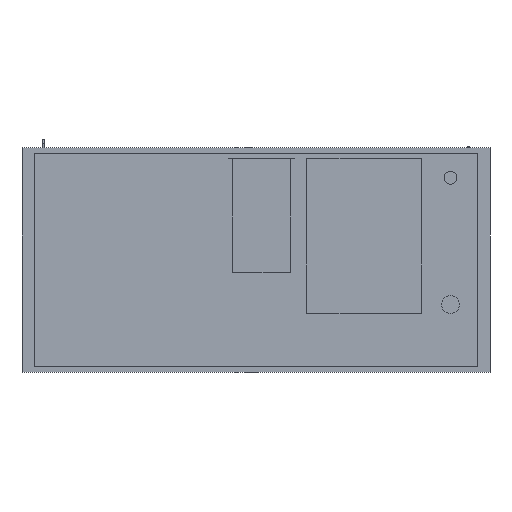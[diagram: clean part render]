
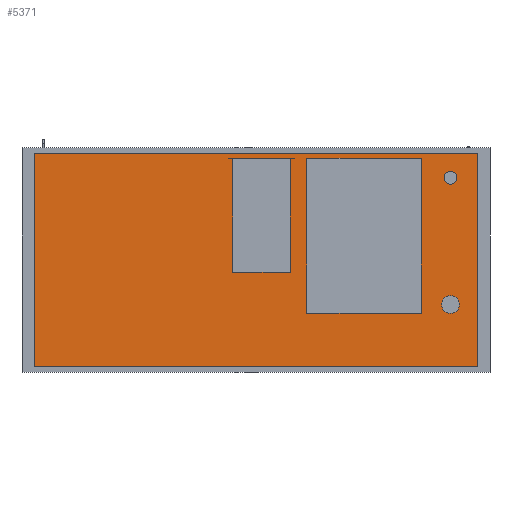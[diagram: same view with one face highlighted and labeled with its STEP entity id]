
A CAD part, front view. The second image highlights one B-rep face of the part: STEP entity #5371.
In plain terms, the highlighted planar face has unit normal (0, -1, 0).
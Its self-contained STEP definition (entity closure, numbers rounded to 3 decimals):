
#276=FACE_OUTER_BOUND('',#613,.T.);
#613=EDGE_LOOP('',(#3584,#3585,#3586,#3587));
#958=LINE('',#7794,#1614);
#962=LINE('',#7802,#1618);
#965=LINE('',#7808,#1621);
#968=LINE('',#7813,#1624);
#1614=VECTOR('',#6233,10.);
#1618=VECTOR('',#6239,10.);
#1621=VECTOR('',#6244,10.);
#1624=VECTOR('',#6249,10.);
#2266=VERTEX_POINT('',#7792);
#2267=VERTEX_POINT('',#7793);
#2270=VERTEX_POINT('',#7801);
#2272=VERTEX_POINT('',#7807);
#2782=EDGE_CURVE('',#2266,#2267,#958,.T.);
#2786=EDGE_CURVE('',#2270,#2266,#962,.T.);
#2789=EDGE_CURVE('',#2272,#2270,#965,.T.);
#2792=EDGE_CURVE('',#2267,#2272,#968,.T.);
#3584=ORIENTED_EDGE('',*,*,#2792,.F.);
#3585=ORIENTED_EDGE('',*,*,#2782,.F.);
#3586=ORIENTED_EDGE('',*,*,#2786,.F.);
#3587=ORIENTED_EDGE('',*,*,#2789,.F.);
#5090=PLANE('',#5767);
#5371=ADVANCED_FACE('',(#276),#5090,.F.);
#5767=AXIS2_PLACEMENT_3D('',#7816,#6253,#6254);
#6233=DIRECTION('',(0.,0.,1.));
#6239=DIRECTION('',(-1.,0.,0.));
#6244=DIRECTION('',(0.,0.,-1.));
#6249=DIRECTION('',(1.,0.,0.));
#6253=DIRECTION('center_axis',(0.,1.,0.));
#6254=DIRECTION('ref_axis',(0.,0.,1.));
#7792=CARTESIAN_POINT('',(-687.5,0.,-330.));
#7793=CARTESIAN_POINT('',(-687.5,0.,330.));
#7794=CARTESIAN_POINT('',(-687.5,0.,-330.));
#7801=CARTESIAN_POINT('',(687.5,0.,-330.));
#7802=CARTESIAN_POINT('',(687.5,0.,-330.));
#7807=CARTESIAN_POINT('',(687.5,0.,330.));
#7808=CARTESIAN_POINT('',(687.5,0.,330.));
#7813=CARTESIAN_POINT('',(-687.5,0.,330.));
#7816=CARTESIAN_POINT('Origin',(0.,0.,0.));
